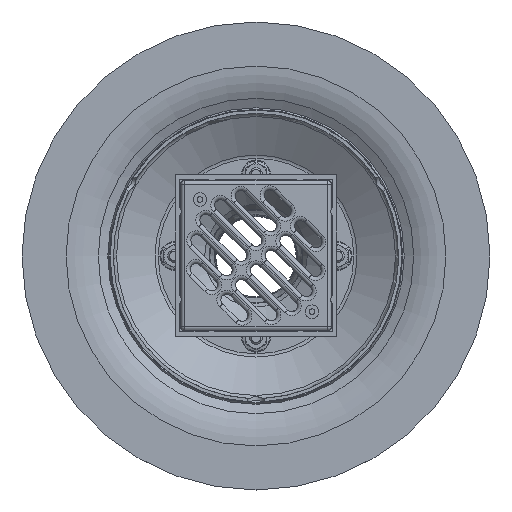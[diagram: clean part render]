
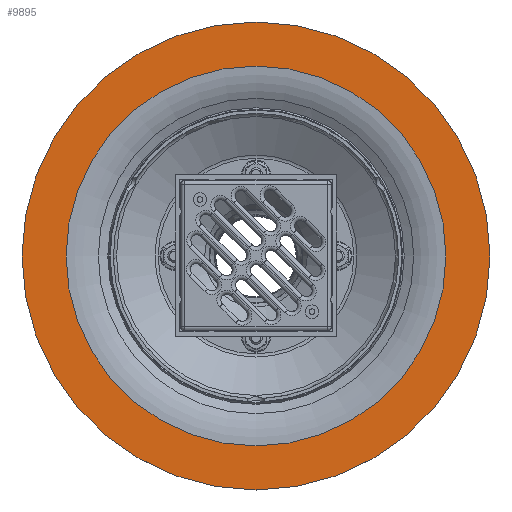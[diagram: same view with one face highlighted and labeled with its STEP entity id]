
A CAD part, top view. The second image highlights one B-rep face of the part: STEP entity #9895.
In plain terms, the highlighted planar face has unit normal (0, 0, 1).
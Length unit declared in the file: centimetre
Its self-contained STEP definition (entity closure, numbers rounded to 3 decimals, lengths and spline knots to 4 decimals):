
#254=FACE_BOUND('',#2086,.T.);
#563=PLANE('',#11160);
#1371=FACE_OUTER_BOUND('',#2085,.T.);
#2085=EDGE_LOOP('',(#9050));
#2086=EDGE_LOOP('',(#9051));
#3960=CIRCLE('',#11131,146.);
#3977=CIRCLE('',#11158,118.5);
#4844=VERTEX_POINT('',#18342);
#4858=VERTEX_POINT('',#18387);
#6240=EDGE_CURVE('',#4844,#4844,#3960,.T.);
#6260=EDGE_CURVE('',#4858,#4858,#3977,.T.);
#9050=ORIENTED_EDGE('',*,*,#6240,.F.);
#9051=ORIENTED_EDGE('',*,*,#6260,.T.);
#9895=ADVANCED_FACE('',(#1371,#254),#563,.T.);
#11131=AXIS2_PLACEMENT_3D('',#18344,#14232,#14233);
#11158=AXIS2_PLACEMENT_3D('',#18388,#14289,#14290);
#11160=AXIS2_PLACEMENT_3D('',#18390,#14293,#14294);
#14232=DIRECTION('center_axis',(0.,0.,-1.));
#14233=DIRECTION('ref_axis',(1.,0.,0.));
#14289=DIRECTION('center_axis',(0.,0.,-1.));
#14290=DIRECTION('ref_axis',(1.,0.,0.));
#14293=DIRECTION('center_axis',(0.,0.,1.));
#14294=DIRECTION('ref_axis',(0.,-1.,0.));
#18342=CARTESIAN_POINT('',(146.,0.,250.));
#18344=CARTESIAN_POINT('Origin',(0.,0.,250.));
#18387=CARTESIAN_POINT('',(0.,-118.5,250.));
#18388=CARTESIAN_POINT('Origin',(0.,0.,250.));
#18390=CARTESIAN_POINT('Origin',(-146.,0.,250.));
